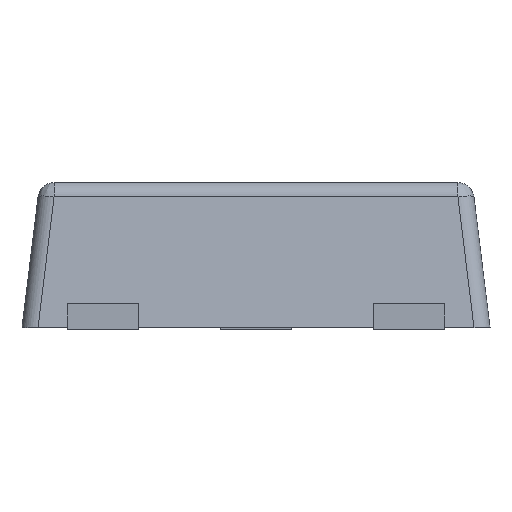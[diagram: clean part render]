
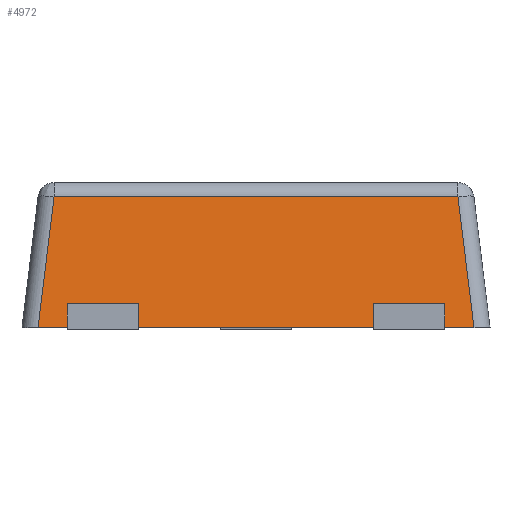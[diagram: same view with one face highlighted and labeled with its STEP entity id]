
A CAD part, front view. The second image highlights one B-rep face of the part: STEP entity #4972.
In plain terms, the highlighted planar face has unit normal (0, -0.993, 0.122).
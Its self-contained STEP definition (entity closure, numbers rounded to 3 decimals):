
#37 = EDGE_CURVE ( 'NONE', #7643, #498, #3282, .T. ) ;
#54 = VERTEX_POINT ( 'NONE', #7180 ) ;
#168 = DIRECTION ( 'NONE',  ( 1., 0., 0. ) ) ;
#275 = LINE ( 'NONE', #2914, #7355 ) ;
#498 = VERTEX_POINT ( 'NONE', #1117 ) ;
#605 = CARTESIAN_POINT ( 'NONE',  ( -1.17, -0.807, 0.16 ) ) ;
#711 = PLANE ( 'NONE',  #6529 ) ;
#749 = CARTESIAN_POINT ( 'NONE',  ( 1.45, -0.825, 0.01 ) ) ;
#753 = EDGE_CURVE ( 'NONE', #6313, #7904, #3430, .T. ) ;
#759 = DIRECTION ( 'NONE',  ( 0., 0.122, 0.993 ) ) ;
#969 = EDGE_CURVE ( 'NONE', #498, #4872, #4757, .T. ) ;
#1066 = DIRECTION ( 'NONE',  ( -1., 0., 0. ) ) ;
#1117 = CARTESIAN_POINT ( 'NONE',  ( 0.73, -0.807, 0.16 ) ) ;
#1127 = EDGE_LOOP ( 'NONE', ( #4845, #2156, #8298, #4118, #6626, #4140, #4671, #5774, #3755, #5390, #2043, #4503 ) ) ;
#1323 = DIRECTION ( 'NONE',  ( 0., -0.122, -0.993 ) ) ;
#1640 = DIRECTION ( 'NONE',  ( 0., -0.122, -0.993 ) ) ;
#1719 = VECTOR ( 'NONE', #5657, 1000. ) ;
#1913 = CARTESIAN_POINT ( 'NONE',  ( 1.351, -0.825, 0.01 ) ) ;
#2004 = FACE_OUTER_BOUND ( 'NONE', #1127, .T. ) ;
#2043 = ORIENTED_EDGE ( 'NONE', *, *, #6106, .F. ) ;
#2081 = DIRECTION ( 'NONE',  ( 0., -0.122, -0.993 ) ) ;
#2156 = ORIENTED_EDGE ( 'NONE', *, *, #3908, .T. ) ;
#2251 = EDGE_CURVE ( 'NONE', #5696, #7370, #5698, .T. ) ;
#2513 = VECTOR ( 'NONE', #1066, 1000. ) ;
#2755 = EDGE_CURVE ( 'NONE', #3281, #7904, #4058, .T. ) ;
#2809 = CARTESIAN_POINT ( 'NONE',  ( -1.351, -0.825, 0.01 ) ) ;
#2914 = CARTESIAN_POINT ( 'NONE',  ( 1.17, -0.825, 0.01 ) ) ;
#2922 = DIRECTION ( 'NONE',  ( 1., 0., 0. ) ) ;
#2987 = CARTESIAN_POINT ( 'NONE',  ( 0.73, -0.825, 0.01 ) ) ;
#2991 = CARTESIAN_POINT ( 'NONE',  ( 0., -0.825, 0.01 ) ) ;
#3281 = VERTEX_POINT ( 'NONE', #6282 ) ;
#3282 = LINE ( 'NONE', #3922, #6990 ) ;
#3325 = LINE ( 'NONE', #4062, #7968 ) ;
#3430 = LINE ( 'NONE', #4897, #6878 ) ;
#3590 = DIRECTION ( 'NONE',  ( -1., 0., 0. ) ) ;
#3755 = ORIENTED_EDGE ( 'NONE', *, *, #753, .T. ) ;
#3760 = VECTOR ( 'NONE', #1323, 1000. ) ;
#3791 = EDGE_CURVE ( 'NONE', #6313, #4604, #5309, .T. ) ;
#3908 = EDGE_CURVE ( 'NONE', #4872, #6712, #275, .T. ) ;
#3922 = CARTESIAN_POINT ( 'NONE',  ( 0.73, -0.825, 0.01 ) ) ;
#3950 = CARTESIAN_POINT ( 'NONE',  ( 1.45, -0.825, 0.01 ) ) ;
#4058 = LINE ( 'NONE', #6650, #6615 ) ;
#4062 = CARTESIAN_POINT ( 'NONE',  ( 0., -0.825, 0.01 ) ) ;
#4118 = ORIENTED_EDGE ( 'NONE', *, *, #2251, .T. ) ;
#4140 = ORIENTED_EDGE ( 'NONE', *, *, #5093, .F. ) ;
#4276 = LINE ( 'NONE', #2991, #6655 ) ;
#4327 = LINE ( 'NONE', #6927, #2513 ) ;
#4380 = EDGE_CURVE ( 'NONE', #5002, #4604, #7211, .T. ) ;
#4391 = CARTESIAN_POINT ( 'NONE',  ( 1.17, -0.807, 0.16 ) ) ;
#4423 = VECTOR ( 'NONE', #4713, 1000. ) ;
#4503 = ORIENTED_EDGE ( 'NONE', *, *, #37, .T. ) ;
#4539 = CARTESIAN_POINT ( 'NONE',  ( -1.17, -0.825, 0.01 ) ) ;
#4604 = VERTEX_POINT ( 'NONE', #4539 ) ;
#4671 = ORIENTED_EDGE ( 'NONE', *, *, #4380, .T. ) ;
#4713 = DIRECTION ( 'NONE',  ( 1., 0., 0. ) ) ;
#4757 = LINE ( 'NONE', #7429, #4423 ) ;
#4845 = ORIENTED_EDGE ( 'NONE', *, *, #969, .T. ) ;
#4872 = VERTEX_POINT ( 'NONE', #4391 ) ;
#4897 = CARTESIAN_POINT ( 'NONE',  ( 1.45, -0.807, 0.16 ) ) ;
#4972 = ADVANCED_FACE ( 'NONE', ( #2004 ), #711, .T. ) ;
#5002 = VERTEX_POINT ( 'NONE', #2809 ) ;
#5058 = CARTESIAN_POINT ( 'NONE',  ( -1.31, -0.784, 0.344 ) ) ;
#5093 = EDGE_CURVE ( 'NONE', #5002, #54, #5615, .T. ) ;
#5103 = DIRECTION ( 'NONE',  ( 0.121, 0.121, 0.985 ) ) ;
#5259 = DIRECTION ( 'NONE',  ( -1., 0., 0. ) ) ;
#5309 = LINE ( 'NONE', #605, #3760 ) ;
#5363 = CARTESIAN_POINT ( 'NONE',  ( -0.73, -0.807, 0.16 ) ) ;
#5390 = ORIENTED_EDGE ( 'NONE', *, *, #2755, .F. ) ;
#5615 = LINE ( 'NONE', #5058, #6117 ) ;
#5641 = CARTESIAN_POINT ( 'NONE',  ( 1.251, -0.725, 0.822 ) ) ;
#5657 = DIRECTION ( 'NONE',  ( -0.121, 0.121, 0.985 ) ) ;
#5696 = VERTEX_POINT ( 'NONE', #1913 ) ;
#5698 = LINE ( 'NONE', #5741, #1719 ) ;
#5741 = CARTESIAN_POINT ( 'NONE',  ( 1.351, -0.825, 0.01 ) ) ;
#5774 = ORIENTED_EDGE ( 'NONE', *, *, #3791, .F. ) ;
#5884 = DIRECTION ( 'NONE',  ( 0., 0.122, 0.993 ) ) ;
#6106 = EDGE_CURVE ( 'NONE', #7643, #3281, #4276, .T. ) ;
#6117 = VECTOR ( 'NONE', #5103, 1000. ) ;
#6282 = CARTESIAN_POINT ( 'NONE',  ( -0.73, -0.825, 0.01 ) ) ;
#6313 = VERTEX_POINT ( 'NONE', #7745 ) ;
#6356 = VECTOR ( 'NONE', #168, 1000. ) ;
#6529 = AXIS2_PLACEMENT_3D ( 'NONE', #749, #7882, #2081 ) ;
#6615 = VECTOR ( 'NONE', #5884, 1000. ) ;
#6626 = ORIENTED_EDGE ( 'NONE', *, *, #8364, .T. ) ;
#6650 = CARTESIAN_POINT ( 'NONE',  ( -0.73, -0.825, 0.01 ) ) ;
#6655 = VECTOR ( 'NONE', #3590, 1000. ) ;
#6712 = VERTEX_POINT ( 'NONE', #8407 ) ;
#6867 = EDGE_CURVE ( 'NONE', #5696, #6712, #3325, .T. ) ;
#6878 = VECTOR ( 'NONE', #2922, 1000. ) ;
#6927 = CARTESIAN_POINT ( 'NONE',  ( 1.45, -0.725, 0.822 ) ) ;
#6990 = VECTOR ( 'NONE', #759, 1000. ) ;
#7180 = CARTESIAN_POINT ( 'NONE',  ( -1.251, -0.725, 0.822 ) ) ;
#7211 = LINE ( 'NONE', #3950, #6356 ) ;
#7355 = VECTOR ( 'NONE', #1640, 1000. ) ;
#7370 = VERTEX_POINT ( 'NONE', #5641 ) ;
#7429 = CARTESIAN_POINT ( 'NONE',  ( 1.45, -0.807, 0.16 ) ) ;
#7643 = VERTEX_POINT ( 'NONE', #2987 ) ;
#7745 = CARTESIAN_POINT ( 'NONE',  ( -1.17, -0.807, 0.16 ) ) ;
#7882 = DIRECTION ( 'NONE',  ( 0., -0.993, 0.122 ) ) ;
#7904 = VERTEX_POINT ( 'NONE', #5363 ) ;
#7968 = VECTOR ( 'NONE', #5259, 1000. ) ;
#8298 = ORIENTED_EDGE ( 'NONE', *, *, #6867, .F. ) ;
#8364 = EDGE_CURVE ( 'NONE', #7370, #54, #4327, .T. ) ;
#8407 = CARTESIAN_POINT ( 'NONE',  ( 1.17, -0.825, 0.01 ) ) ;
